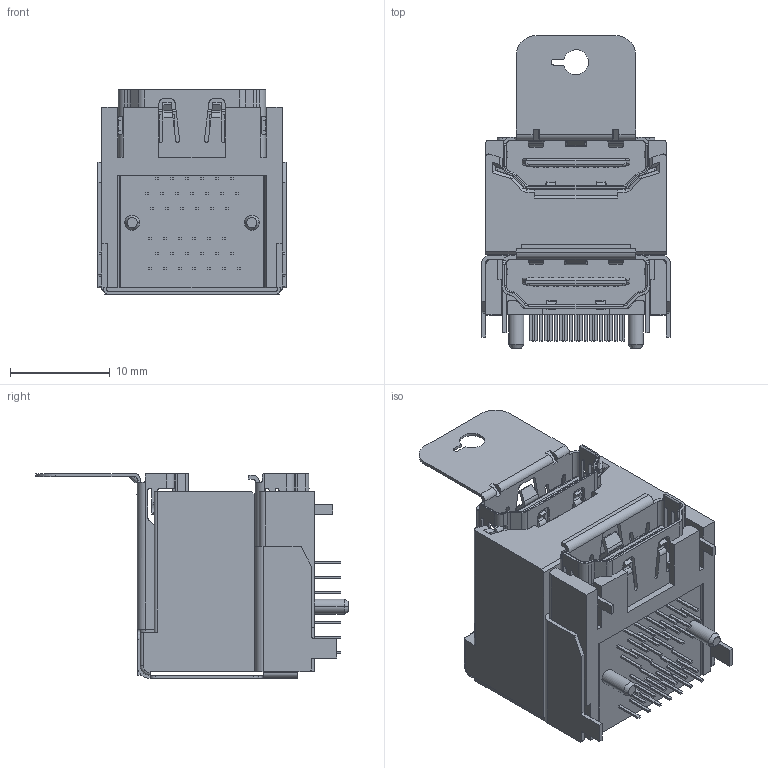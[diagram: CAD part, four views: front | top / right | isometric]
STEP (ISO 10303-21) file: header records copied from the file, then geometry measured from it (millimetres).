
FILE_DESCRIPTION((''),'2;1');
FILE_NAME('C-1888811-1','2011-09-15T',('workeradm'),('Tyco Electronics Ltd.'),'PRO/ENGINEER BY PARAMETRIC TECHNOLOGY CORPORATION, 2010430','PRO/ENGINEER BY PARAMETRIC TECHNOLOGY CORPORATION, 2010430','');
FILE_SCHEMA(('AUTOMOTIVE_DESIGN { 1 0 10303 214 1 1 1 1 }'));
Length unit declared in the file: millimetre
Products named in the file (1): C-1888811-1
Bounding box: 18.9 x 31.35 x 20.55 mm (x, y, z)
Volume: 4990 mm3; surface area: 5225.3 mm2
Topology: 1 solids, 1 shells, 1166 faces, 3279 edges, 2142 vertices
Faces by surface type: plane 828, cylinder 314, torus 16, cone 8
Entity records: 47653 total; most frequent: CARTESIAN_POINT 7180, ORIENTED_EDGE 6558, DIRECTION 6001, PRESENTATION_STYLE_ASSIGNMENT 3280, STYLED_ITEM 3280, CURVE_STYLE 3279, EDGE_CURVE 3279, VECTOR 2621
